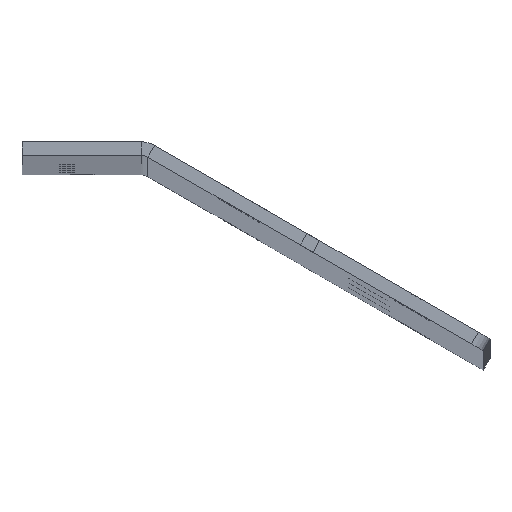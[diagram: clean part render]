
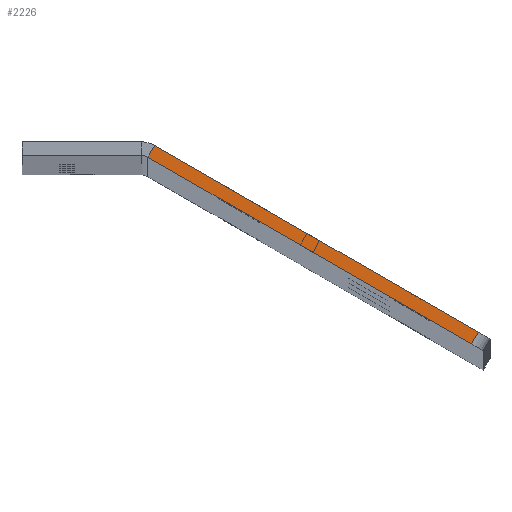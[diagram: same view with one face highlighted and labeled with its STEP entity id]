
A CAD part, top view. The second image highlights one B-rep face of the part: STEP entity #2226.
In plain terms, the highlighted planar face has unit normal (0, 0, 1).
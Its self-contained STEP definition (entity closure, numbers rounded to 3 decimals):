
#83 = ORIENTED_EDGE ( 'NONE', *, *, #521, .F. ) ;
#155 = DIRECTION ( 'NONE',  ( 0.866, -0.5, 0. ) ) ;
#217 = CARTESIAN_POINT ( 'NONE',  ( 580.942, 1096.422, 2505. ) ) ;
#276 = EDGE_CURVE ( 'NONE', #1825, #1820, #2427, .T. ) ;
#303 = CARTESIAN_POINT ( 'NONE',  ( 580.942, 1096.422, 2505. ) ) ;
#317 = VERTEX_POINT ( 'NONE', #1968 ) ;
#387 = DIRECTION ( 'NONE',  ( 0.5, 0.866, 0. ) ) ;
#521 = EDGE_CURVE ( 'NONE', #1733, #1820, #2466, .T. ) ;
#744 = VECTOR ( 'NONE', #1171, 1000. ) ;
#780 = LINE ( 'NONE', #217, #1078 ) ;
#839 = ORIENTED_EDGE ( 'NONE', *, *, #276, .T. ) ;
#849 = CARTESIAN_POINT ( 'NONE',  ( 652.656, 1055.018, 2505. ) ) ;
#900 = DIRECTION ( 'NONE',  ( 0., 0., 1. ) ) ;
#952 = VECTOR ( 'NONE', #1856, 1000. ) ;
#1078 = VECTOR ( 'NONE', #387, 1000. ) ;
#1171 = DIRECTION ( 'NONE',  ( 0.5, 0.866, 0. ) ) ;
#1174 = EDGE_LOOP ( 'NONE', ( #1265, #1982, #839, #83 ) ) ;
#1206 = VECTOR ( 'NONE', #155, 1000. ) ;
#1265 = ORIENTED_EDGE ( 'NONE', *, *, #2462, .F. ) ;
#1287 = CARTESIAN_POINT ( 'NONE',  ( 580.942, 1096.422, 2505. ) ) ;
#1457 = DIRECTION ( 'NONE',  ( 0.866, -0.5, 0. ) ) ;
#1524 = CARTESIAN_POINT ( 'NONE',  ( 579.442, 1093.823, 2505. ) ) ;
#1642 = CARTESIAN_POINT ( 'NONE',  ( 651.156, 1052.42, 2505. ) ) ;
#1666 = FACE_OUTER_BOUND ( 'NONE', #1174, .T. ) ;
#1733 = VERTEX_POINT ( 'NONE', #1287 ) ;
#1820 = VERTEX_POINT ( 'NONE', #849 ) ;
#1825 = VERTEX_POINT ( 'NONE', #1642 ) ;
#1856 = DIRECTION ( 'NONE',  ( 0.866, -0.5, 0. ) ) ;
#1933 = EDGE_CURVE ( 'NONE', #317, #1825, #2509, .T. ) ;
#1968 = CARTESIAN_POINT ( 'NONE',  ( 579.442, 1093.823, 2505. ) ) ;
#1982 = ORIENTED_EDGE ( 'NONE', *, *, #1933, .T. ) ;
#2090 = PLANE ( 'NONE',  #2412 ) ;
#2205 = CARTESIAN_POINT ( 'NONE',  ( 652.656, 1055.018, 2505. ) ) ;
#2226 = ADVANCED_FACE ( 'NONE', ( #1666 ), #2090, .T. ) ;
#2270 = CARTESIAN_POINT ( 'NONE',  ( 580.942, 1096.422, 2505. ) ) ;
#2412 = AXIS2_PLACEMENT_3D ( 'NONE', #303, #900, #1457 ) ;
#2427 = LINE ( 'NONE', #2205, #744 ) ;
#2462 = EDGE_CURVE ( 'NONE', #317, #1733, #780, .T. ) ;
#2466 = LINE ( 'NONE', #2270, #952 ) ;
#2509 = LINE ( 'NONE', #1524, #1206 ) ;
